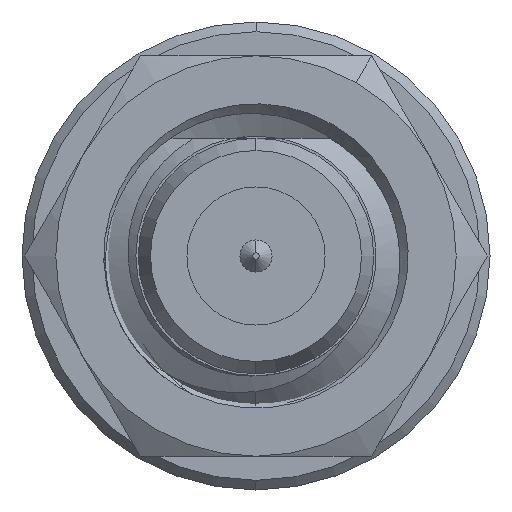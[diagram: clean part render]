
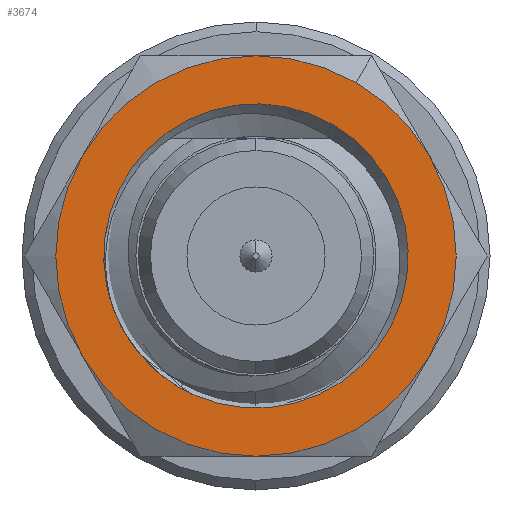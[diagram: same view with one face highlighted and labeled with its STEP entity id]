
A CAD part, left-side view. The second image highlights one B-rep face of the part: STEP entity #3674.
In plain terms, the highlighted planar face has unit normal (-1, 0, 0).
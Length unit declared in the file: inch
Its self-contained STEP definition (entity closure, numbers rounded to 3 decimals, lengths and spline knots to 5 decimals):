
#104 = AXIS2_PLACEMENT_3D ( 'NONE', #6303, #3859, #7220 ) ;
#128 = VERTEX_POINT ( 'NONE', #8794 ) ;
#165 = AXIS2_PLACEMENT_3D ( 'NONE', #333, #8130, #11045 ) ;
#333 = CARTESIAN_POINT ( 'NONE',  ( 0.2429, 0., 0. ) ) ;
#444 = CARTESIAN_POINT ( 'NONE',  ( 0.2429, 0., 0.125 ) ) ;
#513 = DIRECTION ( 'NONE',  ( 0., -0.5, 0.866 ) ) ;
#692 = DIRECTION ( 'NONE',  ( 0., -0.5, 0.866 ) ) ;
#809 = CARTESIAN_POINT ( 'NONE',  ( 0.2429, 0., -0.125 ) ) ;
#811 = CIRCLE ( 'NONE', #2074, 0.125 ) ;
#1040 = CARTESIAN_POINT ( 'NONE',  ( 0.2429, 0., 0. ) ) ;
#1081 = EDGE_CURVE ( 'NONE', #128, #3237, #8537, .T. ) ;
#1258 = ORIENTED_EDGE ( 'NONE', *, *, #2133, .T. ) ;
#1642 = CARTESIAN_POINT ( 'NONE',  ( 0.2429, 0.0387, -0.08676 ) ) ;
#1687 = EDGE_LOOP ( 'NONE', ( #5041, #6176, #3241, #1258, #7223, #3356, #10870 ) ) ;
#1764 = CARTESIAN_POINT ( 'NONE',  ( 0.2429, 0.03892, -0.08668 ) ) ;
#1928 = AXIS2_PLACEMENT_3D ( 'NONE', #9791, #2997, #4686 ) ;
#2074 = AXIS2_PLACEMENT_3D ( 'NONE', #7263, #3895, #513 ) ;
#2133 = EDGE_CURVE ( 'NONE', #2625, #4452, #811, .T. ) ;
#2309 = CARTESIAN_POINT ( 'NONE',  ( 0.2429, 0., 0. ) ) ;
#2329 = CARTESIAN_POINT ( 'NONE',  ( 0.2429, 0.10825, -0.0625 ) ) ;
#2371 = DIRECTION ( 'NONE',  ( -1., 0., 0. ) ) ;
#2625 = VERTEX_POINT ( 'NONE', #3065 ) ;
#2644 = CARTESIAN_POINT ( 'NONE',  ( 0.24291, 0.03934, -0.08647 ) ) ;
#2717 = ORIENTED_EDGE ( 'NONE', *, *, #3020, .T. ) ;
#2722 = VERTEX_POINT ( 'NONE', #809 ) ;
#2724 = CARTESIAN_POINT ( 'NONE',  ( 0.2429, 0.0387, -0.08676 ) ) ;
#2738 = EDGE_CURVE ( 'NONE', #3237, #8626, #7040, .T. ) ;
#2816 = CIRCLE ( 'NONE', #165, 0.095 ) ;
#2997 = DIRECTION ( 'NONE',  ( 1., 0., 0. ) ) ;
#3020 = EDGE_CURVE ( 'NONE', #5258, #5621, #2816, .T. ) ;
#3065 = CARTESIAN_POINT ( 'NONE',  ( 0.2429, 0.10825, 0.0625 ) ) ;
#3205 = DIRECTION ( 'NONE',  ( 0., -0.5, 0.866 ) ) ;
#3237 = VERTEX_POINT ( 'NONE', #9676 ) ;
#3241 = ORIENTED_EDGE ( 'NONE', *, *, #8296, .T. ) ;
#3297 = EDGE_LOOP ( 'NONE', ( #10182, #5707, #3672, #2717, #6676 ) ) ;
#3356 = ORIENTED_EDGE ( 'NONE', *, *, #9740, .T. ) ;
#3392 = VERTEX_POINT ( 'NONE', #4644 ) ;
#3660 = EDGE_CURVE ( 'NONE', #5621, #7164, #5583, .T. ) ;
#3672 = ORIENTED_EDGE ( 'NONE', *, *, #10658, .T. ) ;
#3674 = ADVANCED_FACE ( 'NONE', ( #6388, #7182 ), #5697, .F. ) ;
#3712 = AXIS2_PLACEMENT_3D ( 'NONE', #9118, #3973, #9080 ) ;
#3732 = AXIS2_PLACEMENT_3D ( 'NONE', #2309, #9146, #3205 ) ;
#3859 = DIRECTION ( 'NONE',  ( 1., 0., 0. ) ) ;
#3895 = DIRECTION ( 'NONE',  ( -1., 0., 0. ) ) ;
#3973 = DIRECTION ( 'NONE',  ( -1., 0., 0. ) ) ;
#4052 = CARTESIAN_POINT ( 'NONE',  ( 0.2429, 0., 0. ) ) ;
#4210 = CIRCLE ( 'NONE', #1928, 0.125 ) ;
#4452 = VERTEX_POINT ( 'NONE', #2329 ) ;
#4644 = CARTESIAN_POINT ( 'NONE',  ( 0.2429, 0.0475, -0.08227 ) ) ;
#4686 = DIRECTION ( 'NONE',  ( 0., -0.5, 0.866 ) ) ;
#4820 = CIRCLE ( 'NONE', #3732, 0.095 ) ;
#4883 = CIRCLE ( 'NONE', #5483, 0.125 ) ;
#4913 = DIRECTION ( 'NONE',  ( 0., -0.5, 0.866 ) ) ;
#4944 = EDGE_CURVE ( 'NONE', #7164, #6929, #5468, .T. ) ;
#5041 = ORIENTED_EDGE ( 'NONE', *, *, #1081, .T. ) ;
#5072 = DIRECTION ( 'NONE',  ( 0., -0.5, 0.866 ) ) ;
#5258 = VERTEX_POINT ( 'NONE', #9675 ) ;
#5420 = CIRCLE ( 'NONE', #10149, 0.125 ) ;
#5468 = B_SPLINE_CURVE_WITH_KNOTS ( 'NONE', 3,
 ( #1642, #1764, #9322, #6030 ),
 .UNSPECIFIED., .F., .F.,
 ( 4, 4 ),
 ( 0., 1. ),
 .UNSPECIFIED. ) ;
#5483 = AXIS2_PLACEMENT_3D ( 'NONE', #1040, #7892, #10451 ) ;
#5583 = CIRCLE ( 'NONE', #9446, 0.095 ) ;
#5621 = VERTEX_POINT ( 'NONE', #7543 ) ;
#5697 = PLANE ( 'NONE',  #6137 ) ;
#5707 = ORIENTED_EDGE ( 'NONE', *, *, #10526, .T. ) ;
#5844 = DIRECTION ( 'NONE',  ( 0., -0.5, 0.866 ) ) ;
#6030 = CARTESIAN_POINT ( 'NONE',  ( 0.24291, 0.03934, -0.08647 ) ) ;
#6137 = AXIS2_PLACEMENT_3D ( 'NONE', #7478, #7406, #5844 ) ;
#6176 = ORIENTED_EDGE ( 'NONE', *, *, #2738, .T. ) ;
#6303 = CARTESIAN_POINT ( 'NONE',  ( 0.2429, 0., 0. ) ) ;
#6388 = FACE_OUTER_BOUND ( 'NONE', #1687, .T. ) ;
#6676 = ORIENTED_EDGE ( 'NONE', *, *, #3660, .T. ) ;
#6929 = VERTEX_POINT ( 'NONE', #2644 ) ;
#7040 = CIRCLE ( 'NONE', #10242, 0.125 ) ;
#7164 = VERTEX_POINT ( 'NONE', #2724 ) ;
#7182 = FACE_BOUND ( 'NONE', #3297, .T. ) ;
#7220 = DIRECTION ( 'NONE',  ( 0., -0.5, 0.866 ) ) ;
#7223 = ORIENTED_EDGE ( 'NONE', *, *, #8636, .T. ) ;
#7263 = CARTESIAN_POINT ( 'NONE',  ( 0.2429, 0., 0. ) ) ;
#7406 = DIRECTION ( 'NONE',  ( 1., 0., 0. ) ) ;
#7478 = CARTESIAN_POINT ( 'NONE',  ( 0.2429, 0.14434, 0. ) ) ;
#7521 = CARTESIAN_POINT ( 'NONE',  ( 0.2429, 0., 0. ) ) ;
#7543 = CARTESIAN_POINT ( 'NONE',  ( 0.2429, -0.0475, 0.08227 ) ) ;
#7828 = CARTESIAN_POINT ( 'NONE',  ( 0.2429, 0., 0. ) ) ;
#7861 = DIRECTION ( 'NONE',  ( 0., -0.5, 0.866 ) ) ;
#7892 = DIRECTION ( 'NONE',  ( -1., 0., 0. ) ) ;
#8106 = VERTEX_POINT ( 'NONE', #8257 ) ;
#8130 = DIRECTION ( 'NONE',  ( 1., 0., 0. ) ) ;
#8257 = CARTESIAN_POINT ( 'NONE',  ( 0.2429, -0.10825, -0.0625 ) ) ;
#8296 = EDGE_CURVE ( 'NONE', #8626, #2625, #5420, .T. ) ;
#8381 = DIRECTION ( 'NONE',  ( -1., 0., 0. ) ) ;
#8459 = DIRECTION ( 'NONE',  ( -1., 0., 0. ) ) ;
#8534 = AXIS2_PLACEMENT_3D ( 'NONE', #7828, #8459, #7861 ) ;
#8537 = CIRCLE ( 'NONE', #8534, 0.125 ) ;
#8620 = CIRCLE ( 'NONE', #104, 0.095 ) ;
#8626 = VERTEX_POINT ( 'NONE', #444 ) ;
#8636 = EDGE_CURVE ( 'NONE', #4452, #2722, #9708, .T. ) ;
#8794 = CARTESIAN_POINT ( 'NONE',  ( 0.2429, -0.10825, 0.0625 ) ) ;
#9080 = DIRECTION ( 'NONE',  ( 0., -0.5, 0.866 ) ) ;
#9118 = CARTESIAN_POINT ( 'NONE',  ( 0.2429, 0., 0. ) ) ;
#9146 = DIRECTION ( 'NONE',  ( 1., 0., 0. ) ) ;
#9322 = CARTESIAN_POINT ( 'NONE',  ( 0.2429, 0.03915, -0.0866 ) ) ;
#9446 = AXIS2_PLACEMENT_3D ( 'NONE', #10892, #10008, #692 ) ;
#9675 = CARTESIAN_POINT ( 'NONE',  ( 0.2429, 0.08872, -0.03398 ) ) ;
#9676 = CARTESIAN_POINT ( 'NONE',  ( 0.2429, -0.0625, 0.10825 ) ) ;
#9708 = CIRCLE ( 'NONE', #3712, 0.125 ) ;
#9740 = EDGE_CURVE ( 'NONE', #2722, #8106, #4883, .T. ) ;
#9791 = CARTESIAN_POINT ( 'NONE',  ( 0.2429, 0., 0. ) ) ;
#10008 = DIRECTION ( 'NONE',  ( 1., 0., 0. ) ) ;
#10149 = AXIS2_PLACEMENT_3D ( 'NONE', #4052, #2371, #4913 ) ;
#10182 = ORIENTED_EDGE ( 'NONE', *, *, #4944, .T. ) ;
#10242 = AXIS2_PLACEMENT_3D ( 'NONE', #7521, #8381, #5072 ) ;
#10451 = DIRECTION ( 'NONE',  ( 0., -0.5, 0.866 ) ) ;
#10459 = EDGE_CURVE ( 'NONE', #128, #8106, #4210, .T. ) ;
#10526 = EDGE_CURVE ( 'NONE', #6929, #3392, #8620, .T. ) ;
#10658 = EDGE_CURVE ( 'NONE', #3392, #5258, #4820, .T. ) ;
#10870 = ORIENTED_EDGE ( 'NONE', *, *, #10459, .F. ) ;
#10892 = CARTESIAN_POINT ( 'NONE',  ( 0.2429, 0., 0. ) ) ;
#11045 = DIRECTION ( 'NONE',  ( 0., -0.5, 0.866 ) ) ;
